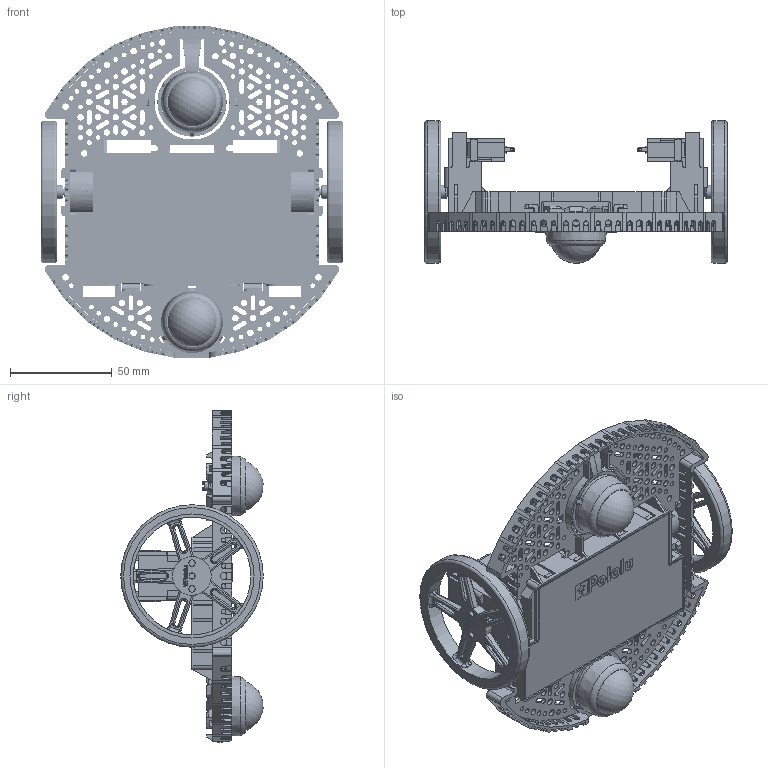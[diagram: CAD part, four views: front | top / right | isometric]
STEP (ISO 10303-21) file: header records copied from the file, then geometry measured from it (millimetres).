
FILE_DESCRIPTION (( 'STEP AP214' ), '1' );
FILE_NAME ('romi-chassis-kit.step', '2017-06-08T20:16:32', ( '' ), ( '' ), 'SwSTEP 2.0', 'SolidWorks 2016', '' );
FILE_SCHEMA (( 'AUTOMOTIVE_DESIGN' ));
Length unit declared in the file: millimetre
Products named in the file (5): battery-cover; front-caster; wheel; romi-chassis-kit; chassis
Assembly tree (5 placements, depth 2):
  romi-chassis-kit
    chassis
    battery-cover
    wheel  x2
    front-caster
Bounding box: 148.78 x 70 x 163.22 mm (x, y, z)
Volume: 150973 mm3; surface area: 118107.2 mm2
Topology: 5 solids, 9 shells, 4936 faces, 14212 edges, 9173 vertices
Faces by surface type: plane 2885, cylinder 955, bspline 763, cone 226, torus 93, sphere 14
Full cylindrical faces by diameter (mm): 1 x4, 1.5 x2, 2.3 x105, 3 x14, 3.099 x4, 3.2 x61, 3.45 x2, 4 x12, 5 x4, 6.6 x2, 7 x6, 34 x1, 57.8 x2, 61 x4, 61.02 x4, 70 x2
Entity records: 213610 total; most frequent: CARTESIAN_POINT 59075, ORIENTED_EDGE 25430, DIRECTION 21007, EDGE_CURVE 12715, VECTOR 8803, LINE 8803, VERTEX_POINT 8343, AXIS2_PLACEMENT_3D 6102
